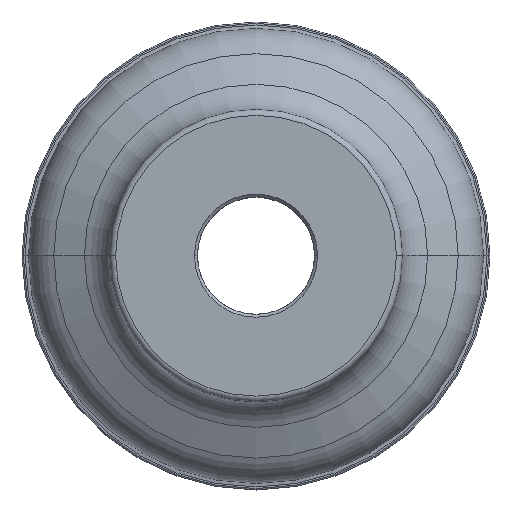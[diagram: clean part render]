
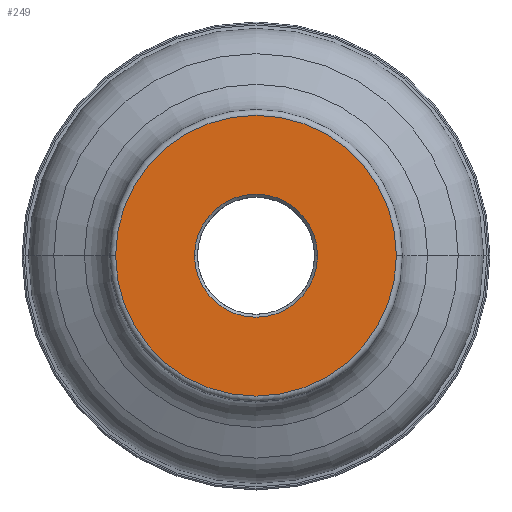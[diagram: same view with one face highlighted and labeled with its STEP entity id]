
A CAD part, top view. The second image highlights one B-rep face of the part: STEP entity #249.
In plain terms, the highlighted planar face has unit normal (0, 0, 1).
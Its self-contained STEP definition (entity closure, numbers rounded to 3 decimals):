
#249=ADVANCED_FACE('',(#314,#315),#307,.F.);
#307=PLANE('',#1610);
#314=FACE_BOUND('',#360,.T.);
#315=FACE_BOUND('',#361,.T.);
#360=EDGE_LOOP('',(#566,#567));
#361=EDGE_LOOP('',(#568,#569));
#566=ORIENTED_EDGE('',*,*,#966,.T.);
#567=ORIENTED_EDGE('',*,*,#967,.T.);
#568=ORIENTED_EDGE('',*,*,#968,.T.);
#569=ORIENTED_EDGE('',*,*,#969,.T.);
#832=VERTEX_POINT('',#2477);
#833=VERTEX_POINT('',#2478);
#834=VERTEX_POINT('',#2481);
#835=VERTEX_POINT('',#2482);
#966=EDGE_CURVE('',#832,#833,#1142,.T.);
#967=EDGE_CURVE('',#833,#832,#1143,.T.);
#968=EDGE_CURVE('',#834,#835,#1144,.T.);
#969=EDGE_CURVE('',#835,#834,#1145,.T.);
#1142=CIRCLE('',#1606,48.);
#1143=CIRCLE('',#1607,48.);
#1144=CIRCLE('',#1608,21.035);
#1145=CIRCLE('',#1609,21.035);
#1606=AXIS2_PLACEMENT_3D('',#2476,#1989,#1990);
#1607=AXIS2_PLACEMENT_3D('',#2479,#1991,#1992);
#1608=AXIS2_PLACEMENT_3D('',#2480,#1993,#1994);
#1609=AXIS2_PLACEMENT_3D('',#2483,#1995,#1996);
#1610=AXIS2_PLACEMENT_3D('',#2484,#1997,#1998);
#1989=DIRECTION('',(0.,0.,1.));
#1990=DIRECTION('',(1.,0.,0.));
#1991=DIRECTION('',(0.,0.,1.));
#1992=DIRECTION('',(-1.,0.,0.));
#1993=DIRECTION('',(0.,0.,-1.));
#1994=DIRECTION('',(1.,0.,0.));
#1995=DIRECTION('',(0.,0.,-1.));
#1996=DIRECTION('',(-1.,0.,0.));
#1997=DIRECTION('',(0.,0.,-1.));
#1998=DIRECTION('',(1.,0.,0.));
#2476=CARTESIAN_POINT('',(0.,0.,0.));
#2477=CARTESIAN_POINT('',(48.,0.,0.));
#2478=CARTESIAN_POINT('',(-48.,0.,0.));
#2479=CARTESIAN_POINT('',(0.,0.,0.));
#2480=CARTESIAN_POINT('',(0.,0.,0.));
#2481=CARTESIAN_POINT('',(21.035,0.,0.));
#2482=CARTESIAN_POINT('',(-21.035,0.,0.));
#2483=CARTESIAN_POINT('',(0.,0.,0.));
#2484=CARTESIAN_POINT('',(0.,0.,0.));
